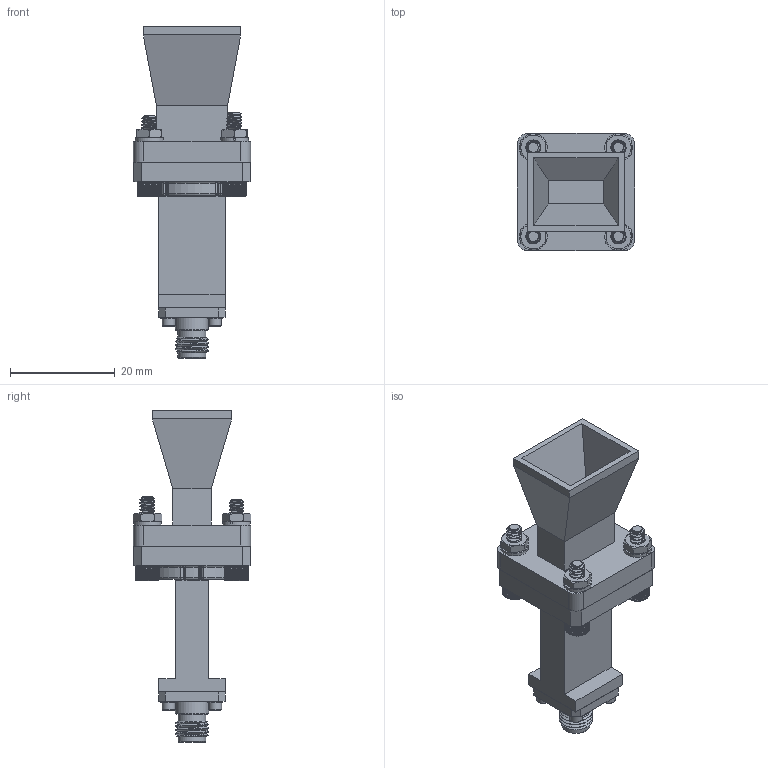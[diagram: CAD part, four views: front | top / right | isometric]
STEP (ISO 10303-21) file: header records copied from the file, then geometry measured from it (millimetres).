
FILE_DESCRIPTION (( 'STEP AP214' ), '1' );
FILE_NAME ('FMWAN042-10ELKF_3D.STEP', '2021-10-08T21:35:10', ( '' ), ( '' ), 'SwSTEP 2.0', 'SolidWorks 2021', '' );
FILE_SCHEMA (( 'AUTOMOTIVE_DESIGN' ));
Length unit declared in the file: inch
Products named in the file (6): FMWAN042-10ELKF_3D; 4-LW; 4-40HN-NARROW_90760A210; PEWCA1070; PEWAN042-10; 4-40SH-HXx.5_92196A110
Assembly tree (14 placements, depth 2):
  FMWAN042-10ELKF_3D
    4-40SH-HXx.5_92196A110  x4
    4-LW  x4
    PEWCA1070
    PEWAN042-10
    4-40HN-NARROW_90760A210  x4
Bounding box: 22.4 x 22.5 x 63.46 mm (x, y, z)
Volume: 7262.6 mm3; surface area: 9419.5 mm2
Topology: 19 solids, 19 shells, 1367 faces, 3111 edges, 1802 vertices
Faces by surface type: plane 714, cone 370, cylinder 184, torus 52, bspline 31, sphere 16
Full cylindrical faces by diameter (mm): 1.016 x2, 1.27 x2, 1.524 x36, 1.854 x5, 2.438 x4, 2.92 x1, 2.946 x4, 3.048 x4, 3.7 x4, 4.521 x1, 5.08 x1, 5.334 x2, 6.35 x1
Entity records: 24998 total; most frequent: CARTESIAN_POINT 11642, DIRECTION 2650, ORIENTED_EDGE 2636, EDGE_CURVE 1318, AXIS2_PLACEMENT_3D 1076, VERTEX_POINT 792, EDGE_LOOP 740, FACE_OUTER_BOUND 664
